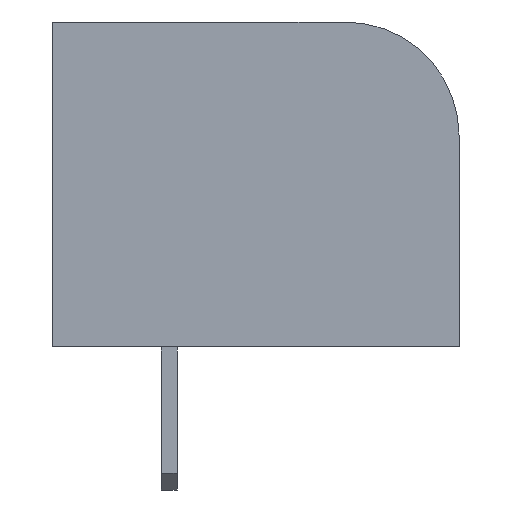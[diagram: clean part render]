
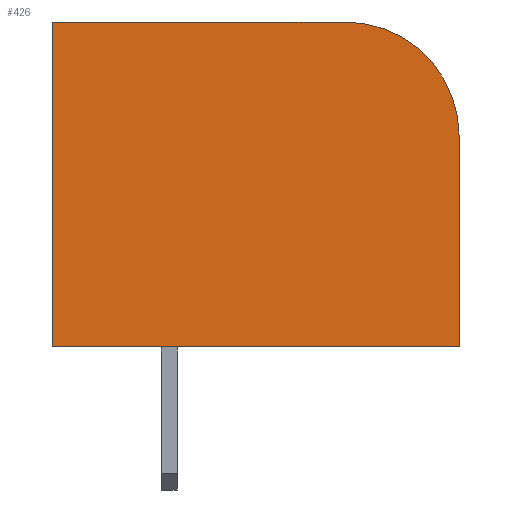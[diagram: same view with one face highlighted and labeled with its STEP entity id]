
A CAD part, left-side view. The second image highlights one B-rep face of the part: STEP entity #426.
In plain terms, the highlighted planar face has unit normal (-1, 0, 0).
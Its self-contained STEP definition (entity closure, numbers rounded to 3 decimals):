
#13=DIRECTION('',(0.,0.,1.));
#21=EDGE_CURVE('',#22,#24,#26,.T.);
#22=VERTEX_POINT('',#23);
#23=CARTESIAN_POINT('',(-5.5,-12.7,0.));
#24=VERTEX_POINT('',#25);
#25=CARTESIAN_POINT('',(-5.5,-12.7,9.2));
#26=LINE('',#23,#27);
#27=VECTOR('',#13,1.);
#34=DIRECTION('',(1.,0.,0.));
#426=ADVANCED_FACE('',(#427),#453,.F.);
#427=FACE_BOUND('',#428,.F.);
#428=EDGE_LOOP('',(#429,#430,#437,#442,#447));
#429=ORIENTED_EDGE('',*,*,#21,.F.);
#430=ORIENTED_EDGE('',*,*,#431,.F.);
#431=EDGE_CURVE('',#432,#22,#434,.T.);
#432=VERTEX_POINT('',#433);
#433=CARTESIAN_POINT('',(-5.5,5.1,0.));
#434=LINE('',#433,#435);
#435=VECTOR('',#436,1.);
#436=DIRECTION('',(0.,-1.,0.));
#437=ORIENTED_EDGE('',*,*,#438,.T.);
#438=EDGE_CURVE('',#432,#439,#441,.T.);
#439=VERTEX_POINT('',#440);
#440=CARTESIAN_POINT('',(-5.5,5.1,14.2));
#441=LINE('',#433,#27);
#442=ORIENTED_EDGE('',*,*,#443,.T.);
#443=EDGE_CURVE('',#439,#444,#446,.T.);
#444=VERTEX_POINT('',#445);
#445=CARTESIAN_POINT('',(-5.5,-7.7,14.2));
#446=LINE('',#440,#435);
#447=ORIENTED_EDGE('',*,*,#448,.F.);
#448=EDGE_CURVE('',#24,#444,#449,.T.);
#449=CIRCLE('',#450,5.);
#450=AXIS2_PLACEMENT_3D('',#451,#452,#13);
#451=CARTESIAN_POINT('',(-5.5,-7.7,9.2));
#452=DIRECTION('',(-1.,0.,0.));
#453=PLANE('',#454);
#454=AXIS2_PLACEMENT_3D('',#433,#34,#436);
